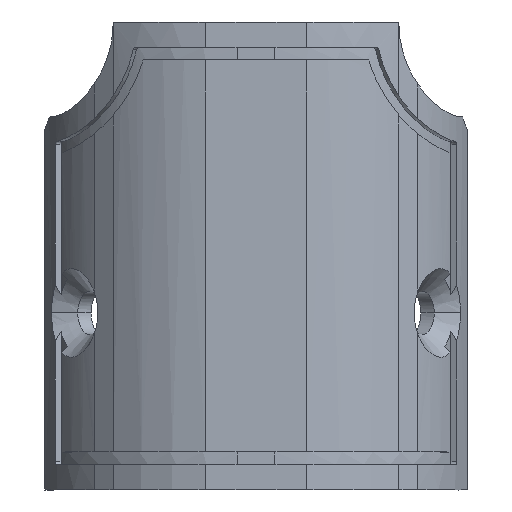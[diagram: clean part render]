
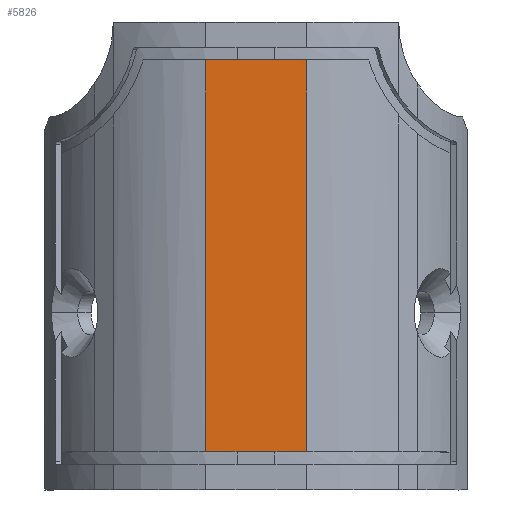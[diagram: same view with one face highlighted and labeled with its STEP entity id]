
A CAD part, top view. The second image highlights one B-rep face of the part: STEP entity #5826.
In plain terms, the highlighted planar face has unit normal (0, 0, 1).
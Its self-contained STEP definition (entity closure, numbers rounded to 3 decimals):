
#240 = ORIENTED_EDGE ( 'NONE', *, *, #4334, .T. ) ;
#426 = LINE ( 'NONE', #2374, #4750 ) ;
#518 = DIRECTION ( 'NONE',  ( -1., 0., 0. ) ) ;
#543 = VERTEX_POINT ( 'NONE', #5354 ) ;
#545 = DIRECTION ( 'NONE',  ( 0., -1., 0. ) ) ;
#597 = LINE ( 'NONE', #2051, #4476 ) ;
#600 = CARTESIAN_POINT ( 'NONE',  ( -4.022, -15.5, 2.8 ) ) ;
#825 = CARTESIAN_POINT ( 'NONE',  ( -8.49, 15.5, 2.8 ) ) ;
#840 = DIRECTION ( 'NONE',  ( 1., 0., 0. ) ) ;
#882 = VECTOR ( 'NONE', #6111, 1000. ) ;
#963 = AXIS2_PLACEMENT_3D ( 'NONE', #1427, #5303, #518 ) ;
#1078 = VERTEX_POINT ( 'NONE', #4492 ) ;
#1109 = VERTEX_POINT ( 'NONE', #600 ) ;
#1170 = ORIENTED_EDGE ( 'NONE', *, *, #4035, .F. ) ;
#1427 = CARTESIAN_POINT ( 'NONE',  ( -4.022, 19.124, 2.8 ) ) ;
#1460 = PLANE ( 'NONE',  #963 ) ;
#1472 = EDGE_CURVE ( 'NONE', #2380, #3535, #426, .T. ) ;
#1479 = EDGE_CURVE ( 'NONE', #5281, #4381, #4246, .T. ) ;
#1499 = ORIENTED_EDGE ( 'NONE', *, *, #3012, .F. ) ;
#1508 = ORIENTED_EDGE ( 'NONE', *, *, #1479, .F. ) ;
#1563 = CARTESIAN_POINT ( 'NONE',  ( 1.5, -15.5, 2.8 ) ) ;
#1581 = VECTOR ( 'NONE', #5405, 1000. ) ;
#1611 = CARTESIAN_POINT ( 'NONE',  ( 4.022, -15.5, 2.8 ) ) ;
#1784 = CARTESIAN_POINT ( 'NONE',  ( 1.5, 15.5, 2.8 ) ) ;
#1916 = VECTOR ( 'NONE', #840, 1000. ) ;
#1943 = ORIENTED_EDGE ( 'NONE', *, *, #2550, .F. ) ;
#2051 = CARTESIAN_POINT ( 'NONE',  ( 4.022, 19.124, 2.8 ) ) ;
#2087 = CARTESIAN_POINT ( 'NONE',  ( -4.022, 19.124, 2.8 ) ) ;
#2126 = LINE ( 'NONE', #1563, #1581 ) ;
#2312 = DIRECTION ( 'NONE',  ( -1., 0., 0. ) ) ;
#2374 = CARTESIAN_POINT ( 'NONE',  ( -16.668, -15.5, 2.8 ) ) ;
#2380 = VERTEX_POINT ( 'NONE', #4643 ) ;
#2545 = DIRECTION ( 'NONE',  ( 0., -1., 0. ) ) ;
#2550 = EDGE_CURVE ( 'NONE', #2380, #1109, #3804, .T. ) ;
#2624 = EDGE_CURVE ( 'NONE', #543, #1078, #4352, .T. ) ;
#2778 = DIRECTION ( 'NONE',  ( -1., 0., 0. ) ) ;
#2832 = EDGE_LOOP ( 'NONE', ( #240, #5847, #5453, #1943, #4176, #1170, #1499, #1508 ) ) ;
#2843 = CARTESIAN_POINT ( 'NONE',  ( -1.5, -15.5, 2.8 ) ) ;
#2931 = VECTOR ( 'NONE', #2312, 1000. ) ;
#3012 = EDGE_CURVE ( 'NONE', #4381, #4468, #597, .T. ) ;
#3535 = VERTEX_POINT ( 'NONE', #5390 ) ;
#3804 = LINE ( 'NONE', #2843, #5647 ) ;
#3824 = FACE_OUTER_BOUND ( 'NONE', #2832, .T. ) ;
#3949 = CARTESIAN_POINT ( 'NONE',  ( 1.5, 15.5, 2.8 ) ) ;
#3950 = LINE ( 'NONE', #2087, #5208 ) ;
#4035 = EDGE_CURVE ( 'NONE', #4468, #3535, #2126, .T. ) ;
#4176 = ORIENTED_EDGE ( 'NONE', *, *, #1472, .T. ) ;
#4178 = DIRECTION ( 'NONE',  ( 1., 0., 0. ) ) ;
#4246 = LINE ( 'NONE', #1784, #1916 ) ;
#4334 = EDGE_CURVE ( 'NONE', #5281, #543, #5730, .T. ) ;
#4352 = LINE ( 'NONE', #5243, #2931 ) ;
#4381 = VERTEX_POINT ( 'NONE', #4758 ) ;
#4468 = VERTEX_POINT ( 'NONE', #1611 ) ;
#4476 = VECTOR ( 'NONE', #2545, 1000. ) ;
#4492 = CARTESIAN_POINT ( 'NONE',  ( -4.022, 15.5, 2.8 ) ) ;
#4560 = EDGE_CURVE ( 'NONE', #1078, #1109, #3950, .T. ) ;
#4643 = CARTESIAN_POINT ( 'NONE',  ( -1.5, -15.5, 2.8 ) ) ;
#4750 = VECTOR ( 'NONE', #4178, 1000. ) ;
#4758 = CARTESIAN_POINT ( 'NONE',  ( 4.022, 15.5, 2.8 ) ) ;
#5208 = VECTOR ( 'NONE', #545, 1000. ) ;
#5243 = CARTESIAN_POINT ( 'NONE',  ( -1.5, 15.5, 2.8 ) ) ;
#5281 = VERTEX_POINT ( 'NONE', #3949 ) ;
#5303 = DIRECTION ( 'NONE',  ( 0., 0., -1. ) ) ;
#5354 = CARTESIAN_POINT ( 'NONE',  ( -1.5, 15.5, 2.8 ) ) ;
#5390 = CARTESIAN_POINT ( 'NONE',  ( 1.5, -15.5, 2.8 ) ) ;
#5405 = DIRECTION ( 'NONE',  ( -1., 0., 0. ) ) ;
#5453 = ORIENTED_EDGE ( 'NONE', *, *, #4560, .T. ) ;
#5647 = VECTOR ( 'NONE', #2778, 1000. ) ;
#5730 = LINE ( 'NONE', #825, #882 ) ;
#5826 = ADVANCED_FACE ( 'NONE', ( #3824 ), #1460, .F. ) ;
#5847 = ORIENTED_EDGE ( 'NONE', *, *, #2624, .T. ) ;
#6111 = DIRECTION ( 'NONE',  ( -1., 0., 0. ) ) ;
